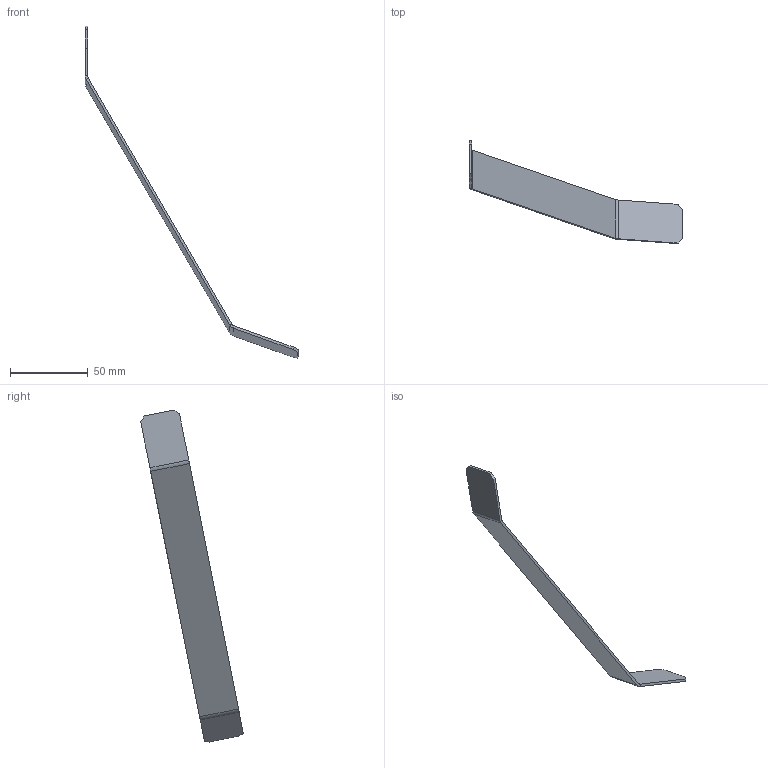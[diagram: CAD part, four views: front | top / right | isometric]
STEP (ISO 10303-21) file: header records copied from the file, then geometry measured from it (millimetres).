
FILE_DESCRIPTION(/* description */ ('STEP AP214'),/* implementation_level */ '2;1');
FILE_NAME(/* name */ '62525c25ecdeb77adb8bb196',/* time_stamp */ '2022-04-10T04:25:10+00:00',/* author */ (''),/* organization */ (''),/* preprocessor_version */ 'ST-DEVELOPER v18.101',/* originating_system */ ' ',/* authorisation */ ' ');
FILE_SCHEMA (('AUTOMOTIVE_DESIGN {1 0 10303 214 3 1 1}'));
Length unit declared in the file: metre
Products named in the file (1): bulkheads4
Bounding box: 136.97 x 65.86 x 213.07 mm (x, y, z)
Volume: 10744.6 mm3; surface area: 14453.9 mm2
Topology: 1 solids, 1 shells, 28 faces, 62 edges, 36 vertices
Faces by surface type: plane 24, cylinder 4
Entity records: 776 total; most frequent: DIRECTION 128, CARTESIAN_POINT 127, ORIENTED_EDGE 124, EDGE_CURVE 62, LINE 54, VECTOR 54, AXIS2_PLACEMENT_3D 37, VERTEX_POINT 36
